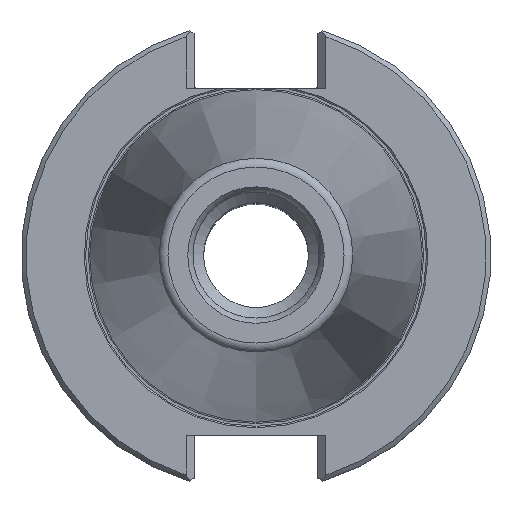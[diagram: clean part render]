
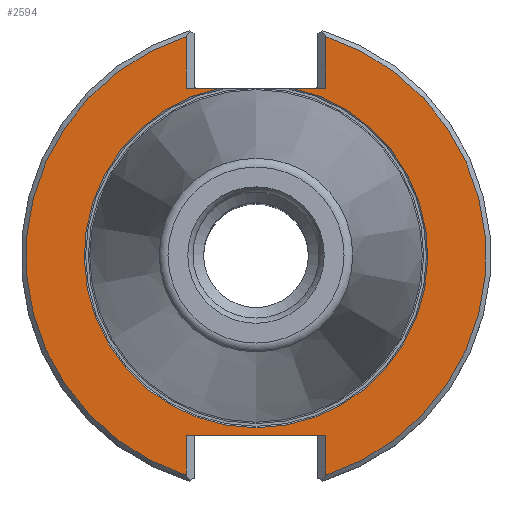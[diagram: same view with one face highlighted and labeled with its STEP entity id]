
A CAD part, top view. The second image highlights one B-rep face of the part: STEP entity #2594.
In plain terms, the highlighted planar face has unit normal (0, 0, 1).
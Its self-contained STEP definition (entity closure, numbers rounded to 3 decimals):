
#37=LINE('',#3512,#136);
#39=LINE('',#3526,#138);
#51=LINE('',#3578,#150);
#60=LINE('',#3621,#159);
#63=LINE('',#3634,#162);
#64=LINE('',#3639,#163);
#65=LINE('',#3640,#164);
#136=VECTOR('',#3024,1000.);
#138=VECTOR('',#3026,1000.);
#150=VECTOR('',#3054,1000.);
#159=VECTOR('',#3077,1000.);
#162=VECTOR('',#3084,1000.);
#163=VECTOR('',#3089,1000.);
#164=VECTOR('',#3090,1000.);
#299=PLANE('',#2760);
#513=ORIENTED_EDGE('',*,*,#952,.F.);
#514=ORIENTED_EDGE('',*,*,#911,.F.);
#515=ORIENTED_EDGE('',*,*,#953,.F.);
#516=ORIENTED_EDGE('',*,*,#907,.F.);
#517=ORIENTED_EDGE('',*,*,#947,.T.);
#518=ORIENTED_EDGE('',*,*,#954,.F.);
#519=ORIENTED_EDGE('',*,*,#955,.T.);
#520=ORIENTED_EDGE('',*,*,#931,.F.);
#521=ORIENTED_EDGE('',*,*,#956,.F.);
#522=ORIENTED_EDGE('',*,*,#957,.F.);
#907=EDGE_CURVE('',#1148,#1150,#37,.T.);
#911=EDGE_CURVE('',#1153,#1154,#39,.T.);
#931=EDGE_CURVE('',#1169,#1170,#51,.T.);
#947=EDGE_CURVE('',#1148,#1181,#60,.T.);
#952=EDGE_CURVE('',#1154,#1185,#63,.T.);
#953=EDGE_CURVE('',#1150,#1153,#1321,.T.);
#954=EDGE_CURVE('',#1186,#1181,#1322,.F.);
#955=EDGE_CURVE('',#1186,#1170,#64,.T.);
#956=EDGE_CURVE('',#1187,#1169,#65,.T.);
#957=EDGE_CURVE('',#1185,#1187,#1323,.F.);
#1148=VERTEX_POINT('',#3510);
#1150=VERTEX_POINT('',#3513);
#1153=VERTEX_POINT('',#3525);
#1154=VERTEX_POINT('',#3527);
#1169=VERTEX_POINT('',#3577);
#1170=VERTEX_POINT('',#3579);
#1181=VERTEX_POINT('',#3622);
#1185=VERTEX_POINT('',#3635);
#1186=VERTEX_POINT('',#3638);
#1187=VERTEX_POINT('',#3641);
#1321=CIRCLE('',#2761,36.);
#1322=CIRCLE('',#2762,48.215);
#1323=CIRCLE('',#2763,48.215);
#1431=EDGE_LOOP('',(#513,#514,#515,#516,#517,#518,#519,#520,#521,#522));
#1600=FACE_BOUND('',#1431,.T.);
#2594=ADVANCED_FACE('',(#1600),#299,.T.);
#2760=AXIS2_PLACEMENT_3D('',#3633,#3082,#3083);
#2761=AXIS2_PLACEMENT_3D('',#3636,#3085,#3086);
#2762=AXIS2_PLACEMENT_3D('',#3637,#3087,#3088);
#2763=AXIS2_PLACEMENT_3D('',#3642,#3091,#3092);
#3024=DIRECTION('',(1.,0.,0.));
#3026=DIRECTION('',(1.,0.,0.));
#3054=DIRECTION('',(-1.,0.,0.));
#3077=DIRECTION('',(0.,1.,0.));
#3082=DIRECTION('',(0.,0.,1.));
#3083=DIRECTION('',(0.,-1.,0.));
#3084=DIRECTION('',(0.,1.,0.));
#3085=DIRECTION('',(0.,0.,1.));
#3086=DIRECTION('',(0.,-1.,0.));
#3087=DIRECTION('',(0.,0.,1.));
#3088=DIRECTION('',(0.,-1.,0.));
#3089=DIRECTION('',(0.,1.,0.));
#3090=DIRECTION('',(0.,1.,0.));
#3091=DIRECTION('',(0.,0.,1.));
#3092=DIRECTION('',(0.,-1.,0.));
#3510=CARTESIAN_POINT('',(-14.655,35.16,-1.5));
#3512=CARTESIAN_POINT('',(12.955,35.16,-1.5));
#3513=CARTESIAN_POINT('',(-7.731,35.16,-1.5));
#3525=CARTESIAN_POINT('',(7.731,35.16,-1.5));
#3526=CARTESIAN_POINT('',(12.955,35.16,-1.5));
#3527=CARTESIAN_POINT('',(14.655,35.16,-1.5));
#3577=CARTESIAN_POINT('',(14.655,-37.57,-1.5));
#3578=CARTESIAN_POINT('',(-12.955,-37.57,-1.5));
#3579=CARTESIAN_POINT('',(-14.655,-37.57,-1.5));
#3621=CARTESIAN_POINT('',(-14.655,228.637,-1.5));
#3622=CARTESIAN_POINT('',(-14.655,45.934,-1.5));
#3633=CARTESIAN_POINT('',(35.144,0.,-1.5));
#3634=CARTESIAN_POINT('',(14.655,228.637,-1.5));
#3635=CARTESIAN_POINT('',(14.655,45.934,-1.5));
#3636=CARTESIAN_POINT('',(0.,0.,-1.5));
#3637=CARTESIAN_POINT('',(0.,0.,-1.5));
#3638=CARTESIAN_POINT('',(-14.655,-45.934,-1.5));
#3639=CARTESIAN_POINT('',(-14.655,-231.047,-1.5));
#3640=CARTESIAN_POINT('',(14.655,-231.047,-1.5));
#3641=CARTESIAN_POINT('',(14.655,-45.934,-1.5));
#3642=CARTESIAN_POINT('',(0.,0.,-1.5));
